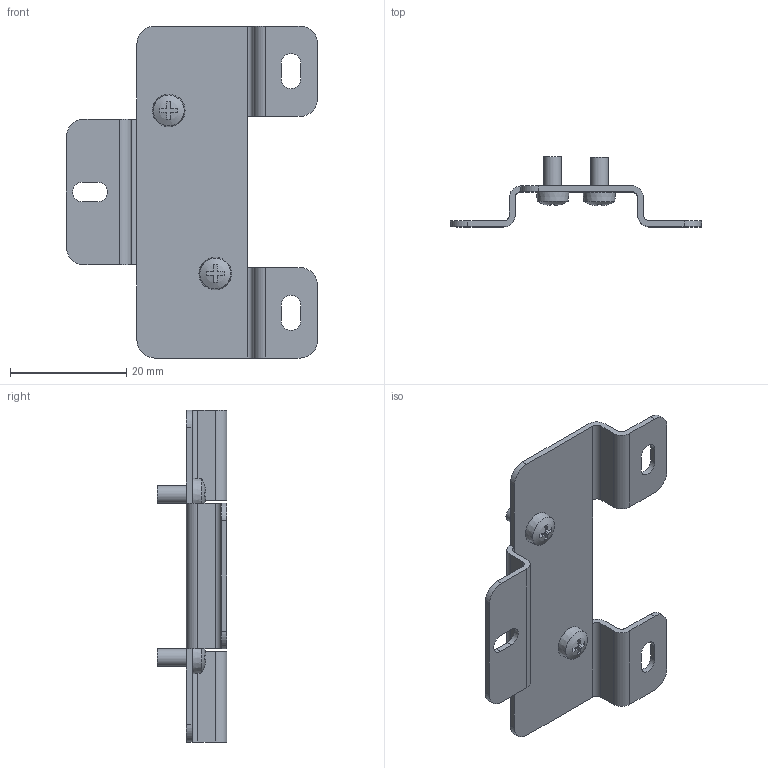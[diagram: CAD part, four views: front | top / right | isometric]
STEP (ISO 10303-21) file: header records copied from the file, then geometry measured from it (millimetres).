
FILE_DESCRIPTION(/* description */ ('STEP AP214'),/* implementation_level */ '2;1');
FILE_NAME(/* name */ '8036910_SAMH-FH-W',/* time_stamp */ '2024-09-14T22:32:01+02:00',/* author */ ('License CC BY-ND 4.0'),/* organization */ ('CADENAS'),/* preprocessor_version */ 'ST-DEVELOPER v19.3',/* originating_system */ 'PARTsolutions',/* authorisation */ ' ');
FILE_SCHEMA (('AUTOMOTIVE_DESIGN {1 0 10303 214 3 1 1}'));
Length unit declared in the file: millimetre
Products named in the file (3): 8036910 SAMH-FH-W; 1761017 SAMH-FH-W---(wb); ISO 7045 M3x6-H
Assembly tree (3 placements, depth 2):
  8036910 SAMH-FH-W
    1761017 SAMH-FH-W---(wb)
    ISO 7045 M3x6-H  x2
Bounding box: 43.1 x 12 x 57 mm (x, y, z)
Volume: 2106.8 mm3; surface area: 4477.9 mm2
Topology: 3 solids, 3 shells, 116 faces, 312 edges, 204 vertices
Faces by surface type: plane 78, cylinder 30, cone 4, sphere 2, torus 2
Full cylindrical faces by diameter (mm): 3 x2, 3.2 x2
Entity records: 2835 total; most frequent: DIRECTION 496, CARTESIAN_POINT 476, ORIENTED_EDGE 460, EDGE_CURVE 230, AXIS2_PLACEMENT_3D 174, VERTEX_POINT 154, LINE 148, VECTOR 148
